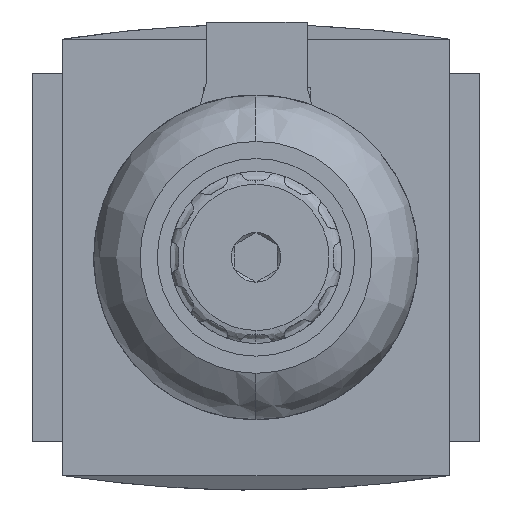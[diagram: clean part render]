
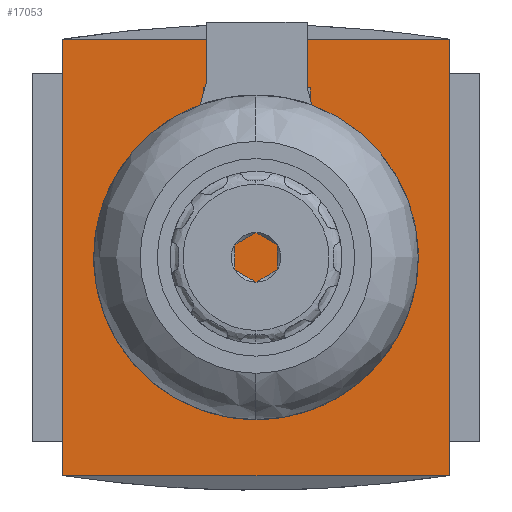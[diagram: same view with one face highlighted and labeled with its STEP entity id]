
A CAD part, front view. The second image highlights one B-rep face of the part: STEP entity #17053.
In plain terms, the highlighted planar face has unit normal (0, -1, 0).
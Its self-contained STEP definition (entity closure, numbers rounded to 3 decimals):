
#221 = CARTESIAN_POINT ( 'NONE',  ( 22.5, -31., 25.4 ) ) ;
#341 = FACE_OUTER_BOUND ( 'NONE', #9790, .T. ) ;
#708 = VERTEX_POINT ( 'NONE', #14503 ) ;
#943 = CARTESIAN_POINT ( 'NONE',  ( 22.5, -31., -25.4 ) ) ;
#1117 = VECTOR ( 'NONE', #15117, 1000. ) ;
#2971 = PLANE ( 'NONE',  #8610 ) ;
#4226 = LINE ( 'NONE', #10581, #1117 ) ;
#4793 = EDGE_CURVE ( 'NONE', #708, #16329, #6949, .T. ) ;
#5853 = VERTEX_POINT ( 'NONE', #221 ) ;
#6949 = LINE ( 'NONE', #18035, #8486 ) ;
#7326 = DIRECTION ( 'NONE',  ( 0., 1., 0. ) ) ;
#7370 = LINE ( 'NONE', #16909, #7826 ) ;
#7826 = VECTOR ( 'NONE', #11174, 1000. ) ;
#7934 = CARTESIAN_POINT ( 'NONE',  ( 0., -31., 25.4 ) ) ;
#8486 = VECTOR ( 'NONE', #9522, 1000. ) ;
#8610 = AXIS2_PLACEMENT_3D ( 'NONE', #8697, #7326, #8766 ) ;
#8697 = CARTESIAN_POINT ( 'NONE',  ( 0., -31., 122.903 ) ) ;
#8766 = DIRECTION ( 'NONE',  ( 0., 0., 1. ) ) ;
#9522 = DIRECTION ( 'NONE',  ( 1., 0., 0. ) ) ;
#9790 = EDGE_LOOP ( 'NONE', ( #15373, #16364, #10259, #10696 ) ) ;
#10259 = ORIENTED_EDGE ( 'NONE', *, *, #10667, .F. ) ;
#10581 = CARTESIAN_POINT ( 'NONE',  ( 22.5, -31., 25.4 ) ) ;
#10597 = VECTOR ( 'NONE', #10705, 1000. ) ;
#10667 = EDGE_CURVE ( 'NONE', #16469, #5853, #15490, .T. ) ;
#10696 = ORIENTED_EDGE ( 'NONE', *, *, #17295, .T. ) ;
#10705 = DIRECTION ( 'NONE',  ( 1., 0., 0. ) ) ;
#11174 = DIRECTION ( 'NONE',  ( 0., 0., -1. ) ) ;
#13183 = EDGE_CURVE ( 'NONE', #16329, #5853, #4226, .T. ) ;
#14503 = CARTESIAN_POINT ( 'NONE',  ( -22.5, -31., -25.4 ) ) ;
#15117 = DIRECTION ( 'NONE',  ( 0., 0., 1. ) ) ;
#15373 = ORIENTED_EDGE ( 'NONE', *, *, #4793, .T. ) ;
#15490 = LINE ( 'NONE', #7934, #10597 ) ;
#16329 = VERTEX_POINT ( 'NONE', #943 ) ;
#16364 = ORIENTED_EDGE ( 'NONE', *, *, #13183, .T. ) ;
#16469 = VERTEX_POINT ( 'NONE', #17138 ) ;
#16909 = CARTESIAN_POINT ( 'NONE',  ( -22.5, -31., -25.4 ) ) ;
#17053 = ADVANCED_FACE ( 'NONE', ( #341 ), #2971, .F. ) ;
#17138 = CARTESIAN_POINT ( 'NONE',  ( -22.5, -31., 25.4 ) ) ;
#17295 = EDGE_CURVE ( 'NONE', #16469, #708, #7370, .T. ) ;
#18035 = CARTESIAN_POINT ( 'NONE',  ( 31., -31., -25.4 ) ) ;
